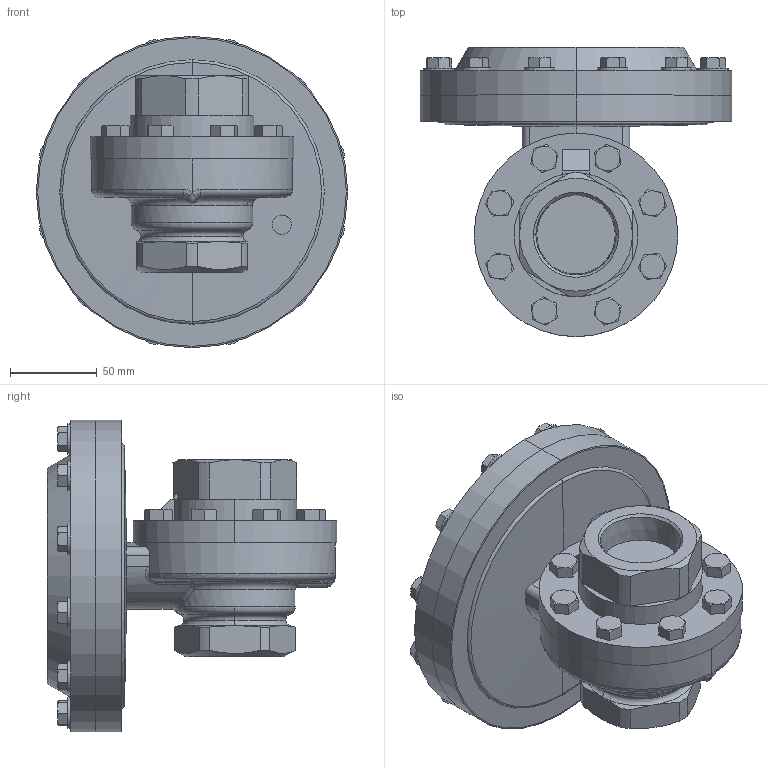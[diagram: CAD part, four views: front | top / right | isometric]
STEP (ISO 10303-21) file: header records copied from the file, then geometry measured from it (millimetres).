
FILE_DESCRIPTION (( 'STEP AP203' ), '1' );
FILE_NAME ('56-150-BR+DI-PT.step', '2017-10-04T15:18:44', ( '' ), ( '' ), 'SwSTEP 2.0', 'SolidWorks 2014', '' );
FILE_SCHEMA (( 'CONFIG_CONTROL_DESIGN' ));
Length unit declared in the file: inch
Products named in the file (1): 56-150-BR+DI-PT
Bounding box: 179.32 x 166.71 x 179.32 mm (x, y, z)
Volume: 1576070.6 mm3; surface area: 229332.9 mm2
Topology: 35 solids, 35 shells, 589 faces, 1244 edges, 755 vertices
Faces by surface type: plane 259, cone 197, cylinder 104, torus 19, bspline 10
Entity records: 17781 total; most frequent: CARTESIAN_POINT 5475, DIRECTION 2530, ORIENTED_EDGE 2486, EDGE_CURVE 1243, AXIS2_PLACEMENT_3D 1036, VERTEX_POINT 755, EDGE_LOOP 620, FACE_OUTER_BOUND 589
